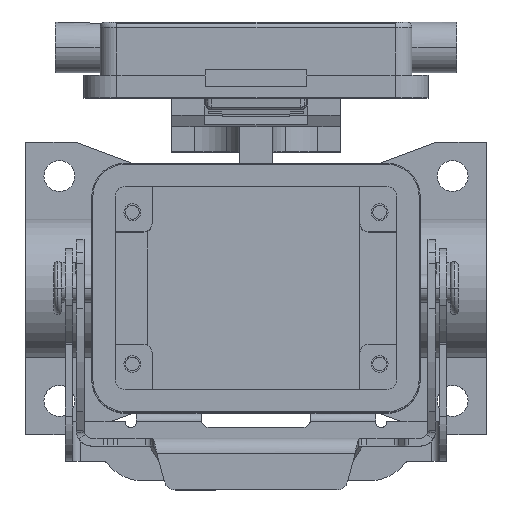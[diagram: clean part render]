
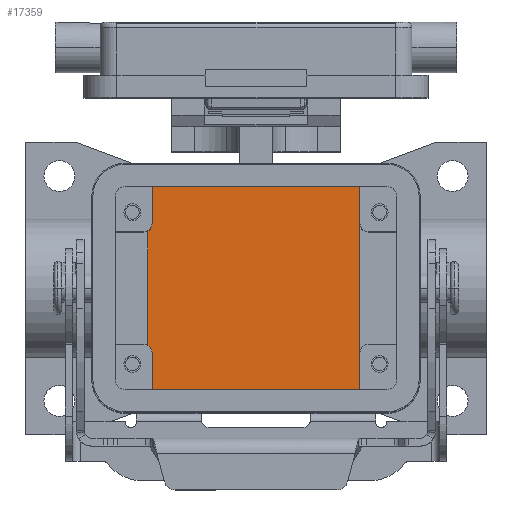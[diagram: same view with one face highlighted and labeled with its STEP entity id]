
A CAD part, top view. The second image highlights one B-rep face of the part: STEP entity #17359.
In plain terms, the highlighted planar face has unit normal (0, 0, 1).
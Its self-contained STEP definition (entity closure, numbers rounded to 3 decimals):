
#17286=CARTESIAN_POINT('',(0.,0.,-42.0));
#17287=DIRECTION('',(0.0,0.0,1.0));
#17288=DIRECTION('',(1.0,0.0,0.0));
#17289=AXIS2_PLACEMENT_3D('',#17286,#17287,#17288);
#17290=PLANE('',#17289);
#17291=CARTESIAN_POINT('',(-19.25,10.201,-42.0));
#17292=VERTEX_POINT('',#17291);
#17293=CARTESIAN_POINT('',(-19.25,-10.201,-42.0));
#17294=VERTEX_POINT('',#17293);
#17295=CARTESIAN_POINT('',(-19.25,10.201,-42.0));
#17296=DIRECTION('',(0.0,-1.0,0.0));
#17297=VECTOR('',#17296,20.402);
#17298=LINE('',#17295,#17297);
#17299=EDGE_CURVE('',#17292,#17294,#17298,.T.);
#17300=ORIENTED_EDGE('',*,*,#17299,.T.);
#17301=CARTESIAN_POINT('',(-18.5,-11.5,-42.));
#17302=VERTEX_POINT('',#17301);
#17303=CARTESIAN_POINT('',(-20.0,-11.5,-42.0));
#17304=DIRECTION('',(0.0,0.0,-1.0));
#17305=DIRECTION('',(-1.0,0.0,0.0));
#17306=AXIS2_PLACEMENT_3D('',#17303,#17304,#17305);
#17307=CIRCLE('',#17306,1.5);
#17308=EDGE_CURVE('',#17294,#17302,#17307,.T.);
#17309=ORIENTED_EDGE('',*,*,#17308,.T.);
#17310=CARTESIAN_POINT('',(-18.5,-18.25,-42.));
#17311=VERTEX_POINT('',#17310);
#17312=CARTESIAN_POINT('',(-18.5,-11.5,-42.));
#17313=DIRECTION('',(0.0,-1.0,0.0));
#17314=VECTOR('',#17313,6.75);
#17315=LINE('',#17312,#17314);
#17316=EDGE_CURVE('',#17302,#17311,#17315,.T.);
#17317=ORIENTED_EDGE('',*,*,#17316,.T.);
#17318=CARTESIAN_POINT('',(18.5,-18.25,-42.));
#17319=VERTEX_POINT('',#17318);
#17320=CARTESIAN_POINT('',(-18.5,-18.25,-42.));
#17321=DIRECTION('',(1.0,0.0,0.0));
#17322=VECTOR('',#17321,37.);
#17323=LINE('',#17320,#17322);
#17324=EDGE_CURVE('',#17311,#17319,#17323,.T.);
#17325=ORIENTED_EDGE('',*,*,#17324,.T.);
#17326=CARTESIAN_POINT('',(18.5,18.25,-42.));
#17327=VERTEX_POINT('',#17326);
#17328=CARTESIAN_POINT('',(18.5,-18.25,-42.));
#17329=DIRECTION('',(0.0,1.0,0.0));
#17330=VECTOR('',#17329,36.5);
#17331=LINE('',#17328,#17330);
#17332=EDGE_CURVE('',#17319,#17327,#17331,.T.);
#17333=ORIENTED_EDGE('',*,*,#17332,.T.);
#17334=CARTESIAN_POINT('',(-18.5,18.25,-42.));
#17335=VERTEX_POINT('',#17334);
#17336=CARTESIAN_POINT('',(18.5,18.25,-42.));
#17337=DIRECTION('',(-1.0,0.0,0.0));
#17338=VECTOR('',#17337,37.);
#17339=LINE('',#17336,#17338);
#17340=EDGE_CURVE('',#17327,#17335,#17339,.T.);
#17341=ORIENTED_EDGE('',*,*,#17340,.T.);
#17342=CARTESIAN_POINT('',(-18.5,11.5,-42.));
#17343=VERTEX_POINT('',#17342);
#17344=CARTESIAN_POINT('',(-18.5,18.25,-42.));
#17345=DIRECTION('',(0.0,-1.0,0.0));
#17346=VECTOR('',#17345,6.75);
#17347=LINE('',#17344,#17346);
#17348=EDGE_CURVE('',#17335,#17343,#17347,.T.);
#17349=ORIENTED_EDGE('',*,*,#17348,.T.);
#17350=CARTESIAN_POINT('',(-20.0,11.5,-42.0));
#17351=DIRECTION('',(0.0,0.0,-1.0));
#17352=DIRECTION('',(0.0,-1.0,0.0));
#17353=AXIS2_PLACEMENT_3D('',#17350,#17351,#17352);
#17354=CIRCLE('',#17353,1.5);
#17355=EDGE_CURVE('',#17343,#17292,#17354,.T.);
#17356=ORIENTED_EDGE('',*,*,#17355,.T.);
#17357=EDGE_LOOP('',(#17300,#17309,#17317,#17325,#17333,#17341,#17349,#17356));
#17358=FACE_OUTER_BOUND('',#17357,.T.);
#17359=ADVANCED_FACE('',(#17358),#17290,.T.);
